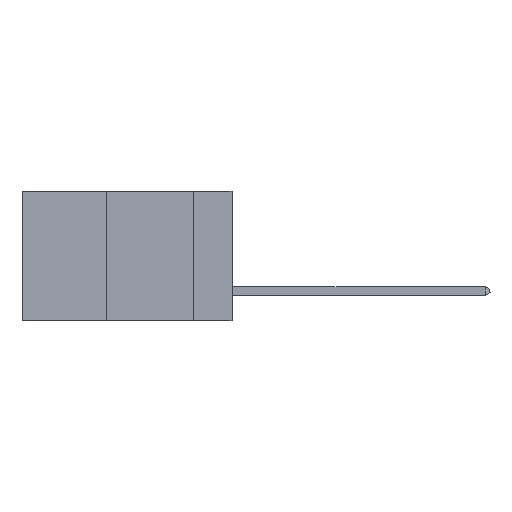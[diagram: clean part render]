
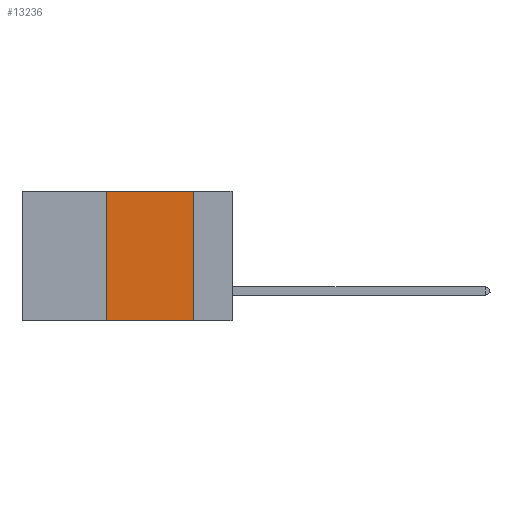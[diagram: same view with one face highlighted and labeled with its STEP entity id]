
A CAD part, left-side view. The second image highlights one B-rep face of the part: STEP entity #13236.
In plain terms, the highlighted planar face has unit normal (-1, 0, 0).
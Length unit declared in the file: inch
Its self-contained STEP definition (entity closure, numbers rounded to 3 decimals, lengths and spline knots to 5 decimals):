
#12 = VECTOR ( 'NONE', #405, 39.37008 ) ;
#241 = VECTOR ( 'NONE', #12031, 39.37008 ) ;
#266 = ORIENTED_EDGE ( 'NONE', *, *, #5623, .F. ) ;
#331 = DIRECTION ( 'NONE',  ( 0., 0., -1. ) ) ;
#405 = DIRECTION ( 'NONE',  ( 0., 0., 1. ) ) ;
#692 = CARTESIAN_POINT ( 'NONE',  ( 0., 0.11, -0.37 ) ) ;
#874 = CARTESIAN_POINT ( 'NONE',  ( 0., 0.36, 0. ) ) ;
#945 = VERTEX_POINT ( 'NONE', #692 ) ;
#2574 = LINE ( 'NONE', #11360, #12 ) ;
#2733 = DIRECTION ( 'NONE',  ( 0., -1., 0. ) ) ;
#3100 = LINE ( 'NONE', #11192, #7893 ) ;
#4121 = LINE ( 'NONE', #9262, #241 ) ;
#4337 = VERTEX_POINT ( 'NONE', #874 ) ;
#4737 = CARTESIAN_POINT ( 'NONE',  ( 0., 0.11, 0. ) ) ;
#5573 = EDGE_LOOP ( 'NONE', ( #17725, #12316, #266, #17896 ) ) ;
#5623 = EDGE_CURVE ( 'NONE', #6169, #4337, #2574, .T. ) ;
#5826 = CARTESIAN_POINT ( 'NONE',  ( 0., 0.6, 0. ) ) ;
#6169 = VERTEX_POINT ( 'NONE', #17437 ) ;
#7893 = VECTOR ( 'NONE', #2733, 39.37008 ) ;
#9262 = CARTESIAN_POINT ( 'NONE',  ( 0., 0.6, -0.37 ) ) ;
#9623 = EDGE_CURVE ( 'NONE', #4337, #15588, #3100, .T. ) ;
#9738 = CARTESIAN_POINT ( 'NONE',  ( 0., 0.11, 0. ) ) ;
#10186 = LINE ( 'NONE', #9738, #15124 ) ;
#11192 = CARTESIAN_POINT ( 'NONE',  ( 0., 0.6, 0. ) ) ;
#11360 = CARTESIAN_POINT ( 'NONE',  ( 0., 0.36, 0. ) ) ;
#12027 = EDGE_CURVE ( 'NONE', #6169, #945, #4121, .T. ) ;
#12031 = DIRECTION ( 'NONE',  ( 0., -1., 0. ) ) ;
#12316 = ORIENTED_EDGE ( 'NONE', *, *, #9623, .F. ) ;
#12768 = DIRECTION ( 'NONE',  ( 1., 0., 0. ) ) ;
#12942 = PLANE ( 'NONE',  #14154 ) ;
#13199 = FACE_OUTER_BOUND ( 'NONE', #5573, .T. ) ;
#13236 = ADVANCED_FACE ( 'NONE', ( #13199 ), #12942, .F. ) ;
#13790 = DIRECTION ( 'NONE',  ( 0., 0., -1. ) ) ;
#14154 = AXIS2_PLACEMENT_3D ( 'NONE', #5826, #12768, #331 ) ;
#14897 = EDGE_CURVE ( 'NONE', #15588, #945, #10186, .T. ) ;
#15124 = VECTOR ( 'NONE', #13790, 39.37008 ) ;
#15588 = VERTEX_POINT ( 'NONE', #4737 ) ;
#17437 = CARTESIAN_POINT ( 'NONE',  ( 0., 0.36, -0.37 ) ) ;
#17725 = ORIENTED_EDGE ( 'NONE', *, *, #14897, .F. ) ;
#17896 = ORIENTED_EDGE ( 'NONE', *, *, #12027, .T. ) ;
